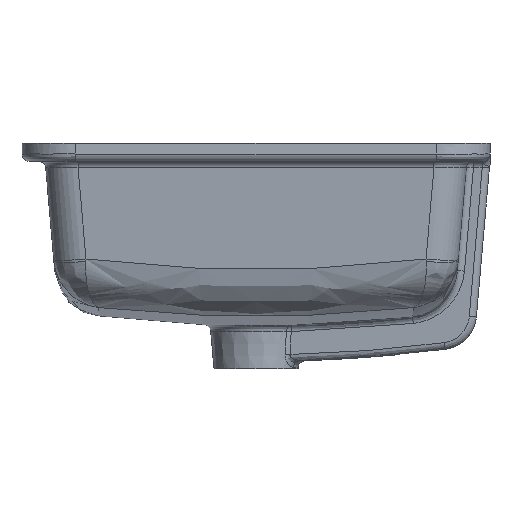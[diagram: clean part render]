
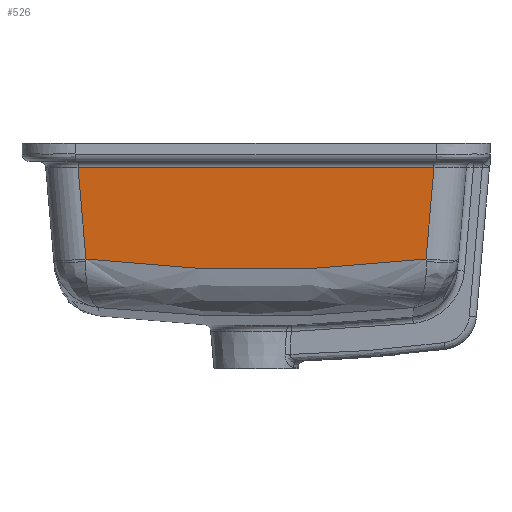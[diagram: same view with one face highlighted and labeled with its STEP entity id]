
A CAD part, left-side view. The second image highlights one B-rep face of the part: STEP entity #526.
In plain terms, the highlighted planar face has unit normal (-0.998, 0, -0.07).
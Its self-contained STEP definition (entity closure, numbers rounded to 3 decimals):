
#526=ADVANCED_FACE('',(#794),#709,.F.);
#709=PLANE('',#3800);
#794=FACE_OUTER_BOUND('',#1018,.T.);
#1018=EDGE_LOOP('',(#1669,#1670,#1671,#1672));
#1294=B_SPLINE_CURVE_WITH_KNOTS('',3,(#7293,#7294,#7295,#7296),
 .UNSPECIFIED.,.F.,.F.,(4,4),(0.,1.),.UNSPECIFIED.);
#1669=ORIENTED_EDGE('',*,*,#2994,.T.);
#1670=ORIENTED_EDGE('',*,*,#2995,.T.);
#1671=ORIENTED_EDGE('',*,*,#2996,.T.);
#1672=ORIENTED_EDGE('',*,*,#2997,.T.);
#2611=VERTEX_POINT('',#7287);
#2612=VERTEX_POINT('',#7288);
#2613=VERTEX_POINT('',#7290);
#2614=VERTEX_POINT('',#7292);
#2994=EDGE_CURVE('',#2611,#2612,#3380,.T.);
#2995=EDGE_CURVE('',#2612,#2613,#3381,.T.);
#2996=EDGE_CURVE('',#2613,#2614,#3382,.T.);
#2997=EDGE_CURVE('',#2614,#2611,#1294,.T.);
#3380=LINE('',#7286,#3582);
#3381=LINE('',#7289,#3583);
#3382=LINE('',#7291,#3584);
#3582=VECTOR('',#4328,1.);
#3583=VECTOR('',#4329,1.);
#3584=VECTOR('',#4330,1.);
#3800=AXIS2_PLACEMENT_3D('',#7297,#4331,#4332);
#4328=DIRECTION('',(-0.069,-0.087,0.994));
#4329=DIRECTION('',(0.,1.,0.));
#4330=DIRECTION('',(0.069,-0.087,-0.994));
#4331=DIRECTION('',(0.998,0.,0.07));
#4332=DIRECTION('',(0.07,0.,-0.998));
#7286=CARTESIAN_POINT('',(-232.575,-150.79,160.773));
#7287=CARTESIAN_POINT('',(-225.278,-141.66,56.421));
#7288=CARTESIAN_POINT('',(-230.59,-148.307,132.391));
#7289=CARTESIAN_POINT('',(-230.59,148.795,132.391));
#7290=CARTESIAN_POINT('',(-230.59,148.307,132.391));
#7291=CARTESIAN_POINT('',(-229.791,147.308,120.97));
#7292=CARTESIAN_POINT('',(-225.278,141.66,56.421));
#7293=CARTESIAN_POINT('',(-225.278,141.66,56.421));
#7294=CARTESIAN_POINT('',(-224.461,47.674,44.739));
#7295=CARTESIAN_POINT('',(-224.461,-47.674,44.739));
#7296=CARTESIAN_POINT('',(-225.278,-141.66,56.421));
#7297=CARTESIAN_POINT('',(-231.971,-250.,152.135));
